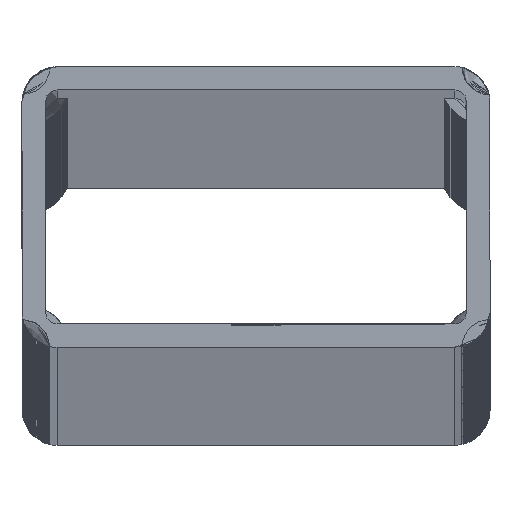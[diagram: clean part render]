
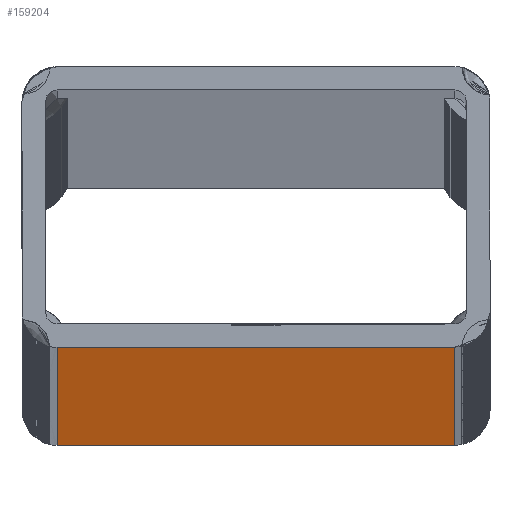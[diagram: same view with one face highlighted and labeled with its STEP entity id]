
A CAD part, top view. The second image highlights one B-rep face of the part: STEP entity #159204.
In plain terms, the highlighted planar face has unit normal (0, -1, 0).
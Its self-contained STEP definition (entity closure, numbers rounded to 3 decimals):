
#2292 = ORIENTED_EDGE ( 'NONE', *, *, #235678, .F. ) ;
#7256 = DIRECTION ( 'NONE',  ( 0., 0., -1. ) ) ;
#16945 = CARTESIAN_POINT ( 'NONE',  ( -21.25, -15., 0. ) ) ;
#17153 = DIRECTION ( 'NONE',  ( 1., 0., 0. ) ) ;
#19721 = LINE ( 'NONE', #167215, #170344 ) ;
#33724 = ORIENTED_EDGE ( 'NONE', *, *, #72434, .T. ) ;
#36079 = CARTESIAN_POINT ( 'NONE',  ( 21.25, -15., -6000. ) ) ;
#36181 = LINE ( 'NONE', #174410, #242161 ) ;
#39727 = CARTESIAN_POINT ( 'NONE',  ( 21.25, -15., 0. ) ) ;
#51964 = VECTOR ( 'NONE', #145970, 1000. ) ;
#58181 = FACE_OUTER_BOUND ( 'NONE', #136525, .T. ) ;
#68570 = VERTEX_POINT ( 'NONE', #36079 ) ;
#71367 = EDGE_CURVE ( 'NONE', #224098, #156514, #19721, .T. ) ;
#72434 = EDGE_CURVE ( 'NONE', #68570, #197651, #219394, .T. ) ;
#104489 = DIRECTION ( 'NONE',  ( 0., 0., 1. ) ) ;
#125300 = CARTESIAN_POINT ( 'NONE',  ( -25., -15., -6000. ) ) ;
#127471 = PLANE ( 'NONE',  #164110 ) ;
#136525 = EDGE_LOOP ( 'NONE', ( #2292, #182002, #163924, #33724 ) ) ;
#137124 = EDGE_CURVE ( 'NONE', #156514, #68570, #180937, .T. ) ;
#145970 = DIRECTION ( 'NONE',  ( 1., 0., 0. ) ) ;
#156514 = VERTEX_POINT ( 'NONE', #178800 ) ;
#159204 = ADVANCED_FACE ( 'NONE', ( #58181 ), #127471, .T. ) ;
#163924 = ORIENTED_EDGE ( 'NONE', *, *, #137124, .T. ) ;
#164110 = AXIS2_PLACEMENT_3D ( 'NONE', #222953, #206559, #7256 ) ;
#167215 = CARTESIAN_POINT ( 'NONE',  ( -21.25, -15., -6000. ) ) ;
#168901 = DIRECTION ( 'NONE',  ( 0., 0., -1. ) ) ;
#170344 = VECTOR ( 'NONE', #168901, 1000. ) ;
#174410 = CARTESIAN_POINT ( 'NONE',  ( -25., -15., 0. ) ) ;
#178800 = CARTESIAN_POINT ( 'NONE',  ( -21.25, -15., -6000. ) ) ;
#180937 = LINE ( 'NONE', #125300, #51964 ) ;
#182002 = ORIENTED_EDGE ( 'NONE', *, *, #71367, .T. ) ;
#182396 = VECTOR ( 'NONE', #104489, 1000. ) ;
#197651 = VERTEX_POINT ( 'NONE', #39727 ) ;
#206559 = DIRECTION ( 'NONE',  ( 0., -1., 0. ) ) ;
#219394 = LINE ( 'NONE', #219753, #182396 ) ;
#219753 = CARTESIAN_POINT ( 'NONE',  ( 21.25, -15., -6000. ) ) ;
#222953 = CARTESIAN_POINT ( 'NONE',  ( -25., -15., -6000. ) ) ;
#224098 = VERTEX_POINT ( 'NONE', #16945 ) ;
#235678 = EDGE_CURVE ( 'NONE', #224098, #197651, #36181, .T. ) ;
#242161 = VECTOR ( 'NONE', #17153, 1000. ) ;
